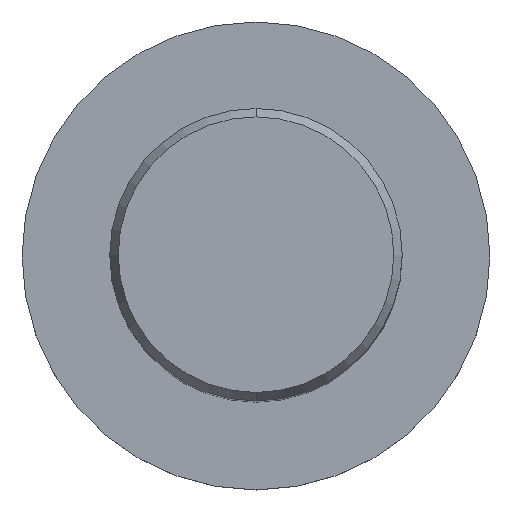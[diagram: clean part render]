
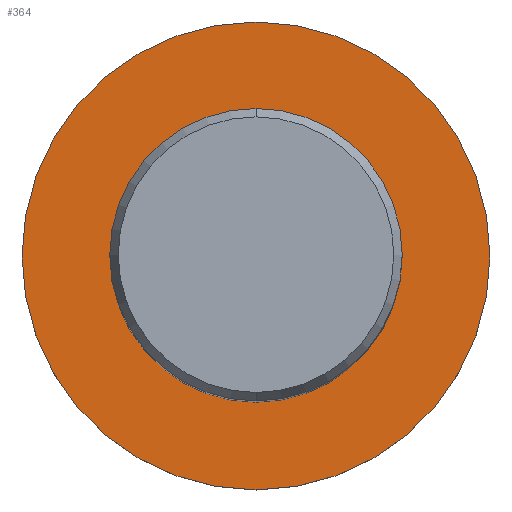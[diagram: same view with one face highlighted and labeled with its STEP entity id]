
A CAD part, top view. The second image highlights one B-rep face of the part: STEP entity #364.
In plain terms, the highlighted planar face has unit normal (0, 0, 1).
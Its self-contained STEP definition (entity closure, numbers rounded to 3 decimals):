
#226=VERTEX_POINT('',#563);
#268=VERTEX_POINT('',#610);
#300=EDGE_CURVE('',#400,#380,#644,.T.);
#364=ADVANCED_FACE('',(#714,#715),#716,.T.);
#380=VERTEX_POINT('',#735);
#400=VERTEX_POINT('',#755);
#422=EDGE_CURVE('',#226,#268,#778,.T.);
#424=EDGE_CURVE('',#380,#400,#780,.T.);
#430=EDGE_CURVE('',#268,#226,#786,.T.);
#563=CARTESIAN_POINT('',(0.0,10.0,-50.0));
#610=CARTESIAN_POINT('',(0.,-10.0,-50.0));
#644=CIRCLE('',#1176,16.0);
#714=FACE_BOUND('',#1278,.T.);
#715=FACE_OUTER_BOUND('',#1279,.T.);
#716=PLANE('',#1280);
#735=CARTESIAN_POINT('',(0.0,16.0,-50.0));
#755=CARTESIAN_POINT('',(0.,-16.0,-50.0));
#778=CIRCLE('',#1357,10.0);
#780=CIRCLE('',#1360,16.0);
#786=CIRCLE('',#1367,10.0);
#1176=AXIS2_PLACEMENT_3D('',#1699,#1700,#1701);
#1278=EDGE_LOOP('',(#1794,#1795));
#1279=EDGE_LOOP('',(#1796,#1797));
#1280=AXIS2_PLACEMENT_3D('',#1798,#1799,#1800);
#1357=AXIS2_PLACEMENT_3D('',#1861,#1862,#1863);
#1360=AXIS2_PLACEMENT_3D('',#1864,#1865,#1866);
#1367=AXIS2_PLACEMENT_3D('',#1867,#1868,#1869);
#1699=CARTESIAN_POINT('',(0.0,0.0,-50.0));
#1700=DIRECTION('',(0.0,0.0,-1.0));
#1701=DIRECTION('',(0.0,1.0,0.0));
#1794=ORIENTED_EDGE('',*,*,#422,.T.);
#1795=ORIENTED_EDGE('',*,*,#430,.T.);
#1796=ORIENTED_EDGE('',*,*,#424,.F.);
#1797=ORIENTED_EDGE('',*,*,#300,.F.);
#1798=CARTESIAN_POINT('',(0.0,8.0,-50.0));
#1799=DIRECTION('',(-0.0,0.0,1.0));
#1800=DIRECTION('',(0.0,-1.0,0.0));
#1861=CARTESIAN_POINT('',(0.0,0.0,-50.0));
#1862=DIRECTION('',(-0.0,0.0,-1.0));
#1863=DIRECTION('',(0.0,1.0,0.0));
#1864=CARTESIAN_POINT('',(0.0,0.0,-50.0));
#1865=DIRECTION('',(0.0,0.0,-1.0));
#1866=DIRECTION('',(0.0,1.0,0.0));
#1867=CARTESIAN_POINT('',(0.0,0.0,-50.0));
#1868=DIRECTION('',(-0.0,0.0,-1.0));
#1869=DIRECTION('',(0.0,1.0,0.0));
